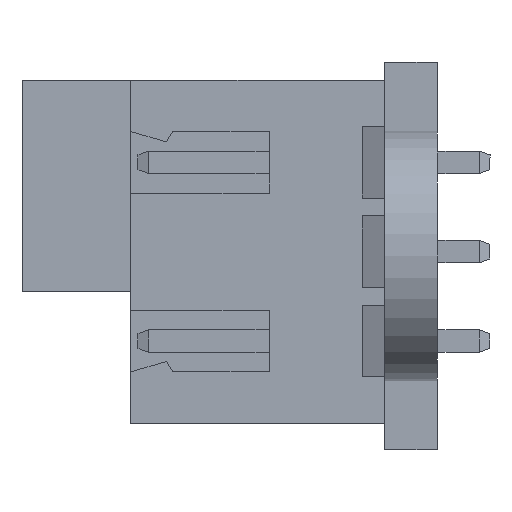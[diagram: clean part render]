
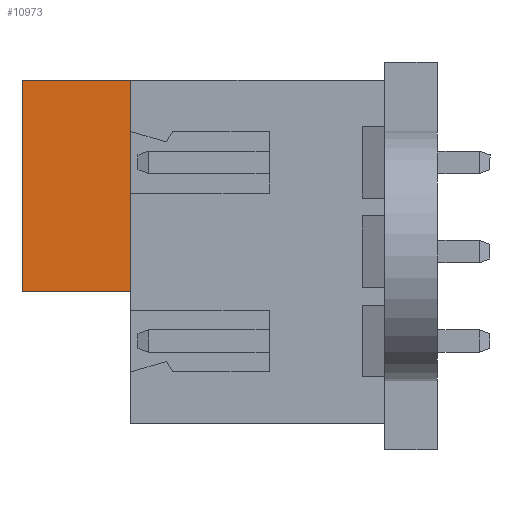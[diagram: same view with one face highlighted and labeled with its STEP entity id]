
A CAD part, left-side view. The second image highlights one B-rep face of the part: STEP entity #10973.
In plain terms, the highlighted planar face has unit normal (-1, 0, 0).
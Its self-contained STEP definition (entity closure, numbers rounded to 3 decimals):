
#153 = VERTEX_POINT ( 'NONE', #519 ) ;
#519 = CARTESIAN_POINT ( 'NONE',  ( -3.4, 1.5, -1. ) ) ;
#537 = DIRECTION ( 'NONE',  ( 0., -1., 0. ) ) ;
#1030 = CARTESIAN_POINT ( 'NONE',  ( -3.4, 11.8, -1. ) ) ;
#1168 = VECTOR ( 'NONE', #7327, 1000. ) ;
#1682 = CARTESIAN_POINT ( 'NONE',  ( -3.4, 1.5, 5. ) ) ;
#1835 = CARTESIAN_POINT ( 'NONE',  ( -3.4, 11.8, -1. ) ) ;
#2113 = EDGE_CURVE ( 'NONE', #4530, #153, #5593, .T. ) ;
#2524 = VECTOR ( 'NONE', #2811, 1000. ) ;
#2613 = LINE ( 'NONE', #1682, #1168 ) ;
#2723 = EDGE_CURVE ( 'NONE', #4530, #10974, #4357, .T. ) ;
#2811 = DIRECTION ( 'NONE',  ( 0., 0., 1. ) ) ;
#3126 = CARTESIAN_POINT ( 'NONE',  ( -3.4, 11.8, 5. ) ) ;
#3540 = EDGE_CURVE ( 'NONE', #10974, #9360, #5095, .T. ) ;
#4149 = DIRECTION ( 'NONE',  ( 0., 0., -1. ) ) ;
#4357 = LINE ( 'NONE', #10098, #2524 ) ;
#4530 = VERTEX_POINT ( 'NONE', #1835 ) ;
#4676 = DIRECTION ( 'NONE',  ( 0., -1., 0. ) ) ;
#5095 = LINE ( 'NONE', #8011, #7006 ) ;
#5593 = LINE ( 'NONE', #1030, #5625 ) ;
#5625 = VECTOR ( 'NONE', #4676, 1000. ) ;
#5722 = ORIENTED_EDGE ( 'NONE', *, *, #2113, .T. ) ;
#5767 = PLANE ( 'NONE',  #10976 ) ;
#5949 = CARTESIAN_POINT ( 'NONE',  ( -3.4, 11.8, 5. ) ) ;
#6141 = EDGE_LOOP ( 'NONE', ( #7489, #9542, #6502, #5722 ) ) ;
#6502 = ORIENTED_EDGE ( 'NONE', *, *, #2723, .F. ) ;
#7006 = VECTOR ( 'NONE', #537, 1000. ) ;
#7327 = DIRECTION ( 'NONE',  ( 0., 0., 1. ) ) ;
#7489 = ORIENTED_EDGE ( 'NONE', *, *, #8299, .T. ) ;
#7663 = CARTESIAN_POINT ( 'NONE',  ( -3.4, 1.5, 5. ) ) ;
#8011 = CARTESIAN_POINT ( 'NONE',  ( -3.4, 11.8, 5. ) ) ;
#8299 = EDGE_CURVE ( 'NONE', #153, #9360, #2613, .T. ) ;
#8518 = DIRECTION ( 'NONE',  ( 1., 0., 0. ) ) ;
#9360 = VERTEX_POINT ( 'NONE', #7663 ) ;
#9542 = ORIENTED_EDGE ( 'NONE', *, *, #3540, .F. ) ;
#10098 = CARTESIAN_POINT ( 'NONE',  ( -3.4, 11.8, 5. ) ) ;
#10418 = FACE_OUTER_BOUND ( 'NONE', #6141, .T. ) ;
#10973 = ADVANCED_FACE ( 'NONE', ( #10418 ), #5767, .F. ) ;
#10974 = VERTEX_POINT ( 'NONE', #3126 ) ;
#10976 = AXIS2_PLACEMENT_3D ( 'NONE', #5949, #8518, #4149 ) ;
